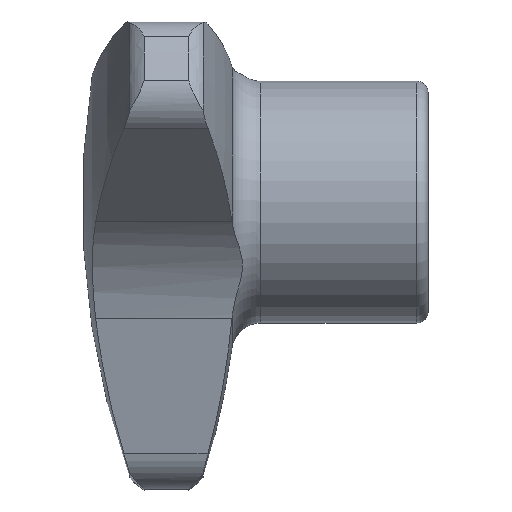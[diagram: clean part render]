
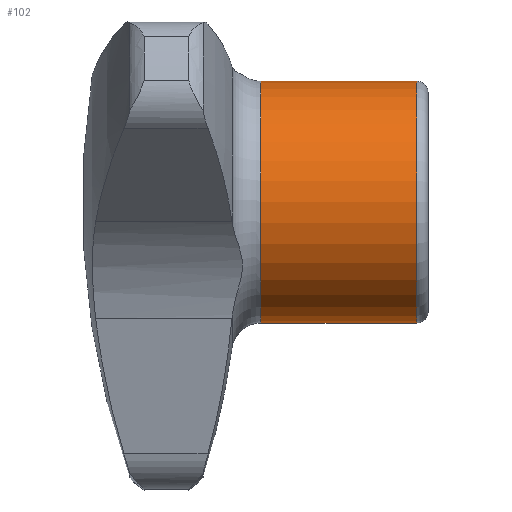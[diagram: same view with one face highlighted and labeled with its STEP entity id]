
A CAD part, left-side view. The second image highlights one B-rep face of the part: STEP entity #102.
In plain terms, the highlighted cylindrical face has radius 10.5 mm (diameter 21 mm), a full revolution.
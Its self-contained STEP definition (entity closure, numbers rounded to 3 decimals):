
#102 = ADVANCED_FACE( '', ( #175, #176 ), #177, .T. );
#175 = FACE_OUTER_BOUND( '', #281, .T. );
#176 = FACE_OUTER_BOUND( '', #282, .T. );
#177 = CYLINDRICAL_SURFACE( '', #283, 10.5 );
#281 = EDGE_LOOP( '', ( #556 ) );
#282 = EDGE_LOOP( '', ( #557 ) );
#283 = AXIS2_PLACEMENT_3D( '', #558, #559, #560 );
#556 = ORIENTED_EDGE( '', *, *, #710, .F. );
#557 = ORIENTED_EDGE( '', *, *, #711, .T. );
#558 = CARTESIAN_POINT( '', ( 0., 0., 0. ) );
#559 = DIRECTION( '', ( 0., 1., 0. ) );
#560 = DIRECTION( '', ( 0., 0., -1. ) );
#710 = EDGE_CURVE( '', #861, #861, #862, .T. );
#711 = EDGE_CURVE( '', #863, #863, #864, .T. );
#861 = VERTEX_POINT( '', #1281 );
#862 = CIRCLE( '', #1282, 10.5 );
#863 = VERTEX_POINT( '', #1283 );
#864 = CIRCLE( '', #1284, 10.5 );
#1281 = CARTESIAN_POINT( '', ( 0., 1., -10.5 ) );
#1282 = AXIS2_PLACEMENT_3D( '', #1379, #1380, #1381 );
#1283 = CARTESIAN_POINT( '', ( 0., 14.538, -10.5 ) );
#1284 = AXIS2_PLACEMENT_3D( '', #1382, #1383, #1384 );
#1379 = CARTESIAN_POINT( '', ( 0., 1., 0. ) );
#1380 = DIRECTION( '', ( 0., -1., 0. ) );
#1381 = DIRECTION( '', ( 0., 0., -1. ) );
#1382 = CARTESIAN_POINT( '', ( 0., 14.538, 0. ) );
#1383 = DIRECTION( '', ( 0., -1., 0. ) );
#1384 = DIRECTION( '', ( 0., 0., -1. ) );
